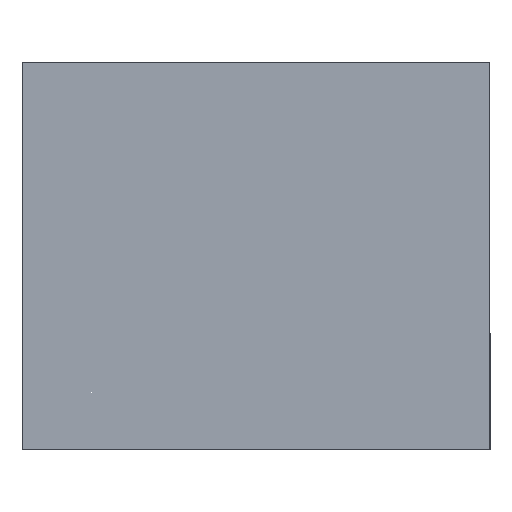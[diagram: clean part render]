
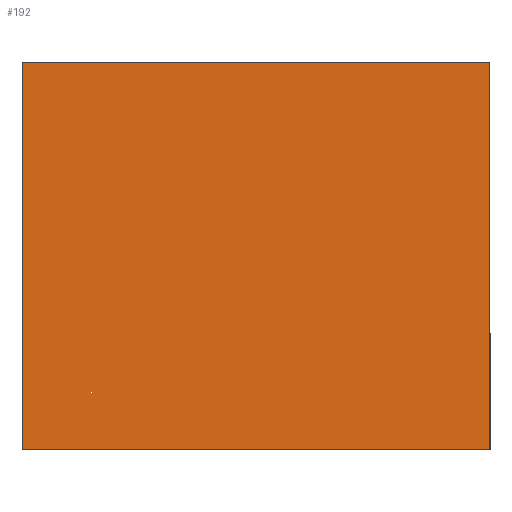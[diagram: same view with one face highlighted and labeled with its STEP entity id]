
A CAD part, front view. The second image highlights one B-rep face of the part: STEP entity #192.
In plain terms, the highlighted planar face has unit normal (0, -1, 0).
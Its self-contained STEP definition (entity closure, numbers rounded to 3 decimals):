
#13=DIRECTION('',(0.,0.,1.));
#22=VERTEX_POINT('',#23);
#23=CARTESIAN_POINT('',(-4.7,-3.1,7.8));
#28=DIRECTION('',(0.,1.,0.));
#30=EDGE_CURVE('',#31,#22,#33,.T.);
#31=VERTEX_POINT('',#32);
#32=CARTESIAN_POINT('',(-4.7,-3.1,0.));
#33=LINE('',#32,#34);
#34=VECTOR('',#13,1.);
#67=DIRECTION('',(1.,0.,0.));
#71=ORIENTED_EDGE('',*,*,#72,.T.);
#72=EDGE_CURVE('',#22,#73,#75,.T.);
#73=VERTEX_POINT('',#74);
#74=CARTESIAN_POINT('',(4.7,-3.1,7.8));
#75=LINE('',#23,#76);
#76=VECTOR('',#67,1.);
#106=EDGE_CURVE('',#31,#107,#109,.T.);
#107=VERTEX_POINT('',#108);
#108=CARTESIAN_POINT('',(4.7,-3.1,0.));
#109=LINE('',#32,#76);
#192=ADVANCED_FACE('',(#193),#200,.F.);
#193=FACE_BOUND('',#194,.F.);
#194=EDGE_LOOP('',(#195,#196,#71,#197));
#195=ORIENTED_EDGE('',*,*,#106,.F.);
#196=ORIENTED_EDGE('',*,*,#30,.T.);
#197=ORIENTED_EDGE('',*,*,#198,.F.);
#198=EDGE_CURVE('',#107,#73,#199,.T.);
#199=LINE('',#108,#34);
#200=PLANE('',#201);
#201=AXIS2_PLACEMENT_3D('',#32,#28,#13);
